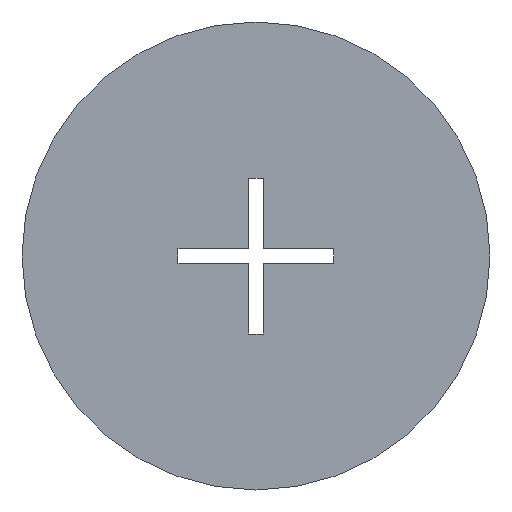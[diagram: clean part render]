
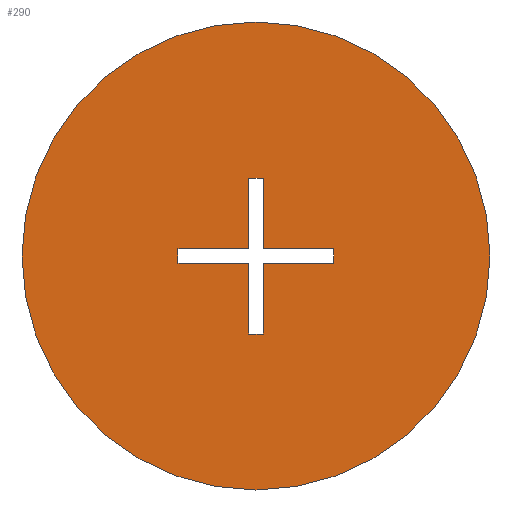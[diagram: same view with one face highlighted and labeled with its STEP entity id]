
A CAD part, front view. The second image highlights one B-rep face of the part: STEP entity #290.
In plain terms, the highlighted planar face has unit normal (0, -1, 0).
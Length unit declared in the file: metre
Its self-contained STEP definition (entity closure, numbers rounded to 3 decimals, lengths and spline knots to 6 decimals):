
#12=CIRCLE('',#317,0.3);
#65=ORIENTED_EDGE('',*,*,#125,.T.);
#66=ORIENTED_EDGE('',*,*,#93,.T.);
#67=ORIENTED_EDGE('',*,*,#97,.T.);
#68=ORIENTED_EDGE('',*,*,#100,.T.);
#69=ORIENTED_EDGE('',*,*,#103,.F.);
#70=ORIENTED_EDGE('',*,*,#106,.T.);
#71=ORIENTED_EDGE('',*,*,#109,.F.);
#72=ORIENTED_EDGE('',*,*,#112,.F.);
#73=ORIENTED_EDGE('',*,*,#115,.F.);
#74=ORIENTED_EDGE('',*,*,#118,.F.);
#75=ORIENTED_EDGE('',*,*,#121,.T.);
#76=ORIENTED_EDGE('',*,*,#124,.F.);
#77=ORIENTED_EDGE('',*,*,#128,.T.);
#93=EDGE_CURVE('',#132,#131,#157,.T.);
#97=EDGE_CURVE('',#131,#134,#161,.T.);
#100=EDGE_CURVE('',#134,#136,#164,.T.);
#103=EDGE_CURVE('',#138,#136,#167,.T.);
#106=EDGE_CURVE('',#138,#140,#170,.T.);
#109=EDGE_CURVE('',#142,#140,#173,.T.);
#112=EDGE_CURVE('',#144,#142,#176,.T.);
#115=EDGE_CURVE('',#146,#144,#179,.T.);
#118=EDGE_CURVE('',#148,#146,#182,.T.);
#121=EDGE_CURVE('',#148,#150,#185,.T.);
#124=EDGE_CURVE('',#152,#150,#188,.T.);
#125=EDGE_CURVE('',#153,#153,#12,.T.);
#128=EDGE_CURVE('',#152,#132,#190,.T.);
#131=VERTEX_POINT('',#400);
#132=VERTEX_POINT('',#402);
#134=VERTEX_POINT('',#408);
#136=VERTEX_POINT('',#414);
#138=VERTEX_POINT('',#420);
#140=VERTEX_POINT('',#426);
#142=VERTEX_POINT('',#432);
#144=VERTEX_POINT('',#438);
#146=VERTEX_POINT('',#444);
#148=VERTEX_POINT('',#450);
#150=VERTEX_POINT('',#456);
#152=VERTEX_POINT('',#462);
#153=VERTEX_POINT('',#466);
#157=LINE('',#401,#193);
#161=LINE('',#409,#197);
#164=LINE('',#415,#200);
#167=LINE('',#421,#203);
#170=LINE('',#427,#206);
#173=LINE('',#433,#209);
#176=LINE('',#439,#212);
#179=LINE('',#445,#215);
#182=LINE('',#451,#218);
#185=LINE('',#457,#221);
#188=LINE('',#463,#224);
#190=LINE('',#471,#226);
#193=VECTOR('',#328,1.);
#197=VECTOR('',#334,1.);
#200=VECTOR('',#339,1.);
#203=VECTOR('',#344,1.);
#206=VECTOR('',#349,1.);
#209=VECTOR('',#354,1.);
#212=VECTOR('',#359,1.);
#215=VECTOR('',#364,1.);
#218=VECTOR('',#369,1.);
#221=VECTOR('',#374,1.);
#224=VECTOR('',#379,1.);
#226=VECTOR('',#389,1.);
#241=EDGE_LOOP('',(#65));
#242=EDGE_LOOP('',(#66,#67,#68,#69,#70,#71,#72,#73,#74,#75,#76,#77));
#259=FACE_BOUND('',#241,.T.);
#260=FACE_BOUND('',#242,.T.);
#275=PLANE('',#320);
#290=ADVANCED_FACE('',(#259,#260),#275,.T.);
#317=AXIS2_PLACEMENT_3D('',#465,#382,#383);
#320=AXIS2_PLACEMENT_3D('',#472,#390,#391);
#328=DIRECTION('',(1.,0.,0.));
#334=DIRECTION('',(0.,0.,1.));
#339=DIRECTION('',(1.,0.,0.));
#344=DIRECTION('',(0.,0.,1.));
#349=DIRECTION('',(1.,0.,0.));
#354=DIRECTION('',(0.,0.,1.));
#359=DIRECTION('',(1.,0.,0.));
#364=DIRECTION('',(0.,0.,1.));
#369=DIRECTION('',(1.,0.,0.));
#374=DIRECTION('',(0.,0.,1.));
#379=DIRECTION('',(1.,0.,0.));
#382=DIRECTION('',(0.,-1.,0.));
#383=DIRECTION('',(0.,0.,-1.));
#389=DIRECTION('',(0.,0.,1.));
#390=DIRECTION('',(0.,-1.,0.));
#391=DIRECTION('',(1.,0.,0.));
#400=CARTESIAN_POINT('',(-0.841994,-0.0185,0.501098));
#401=CARTESIAN_POINT('',(-0.887369,-0.0185,0.501098));
#402=CARTESIAN_POINT('',(-0.932744,-0.0185,0.501098));
#408=CARTESIAN_POINT('',(-0.841994,-0.0185,0.591848));
#409=CARTESIAN_POINT('',(-0.841994,-0.0185,0.546473));
#414=CARTESIAN_POINT('',(-0.823494,-0.0185,0.591848));
#415=CARTESIAN_POINT('',(-0.832744,-0.0185,0.591848));
#420=CARTESIAN_POINT('',(-0.823494,-0.0185,0.501098));
#421=CARTESIAN_POINT('',(-0.823494,-0.0185,0.546473));
#426=CARTESIAN_POINT('',(-0.732744,-0.0185,0.501098));
#427=CARTESIAN_POINT('',(-0.778119,-0.0185,0.501098));
#432=CARTESIAN_POINT('',(-0.732744,-0.0185,0.482598));
#433=CARTESIAN_POINT('',(-0.732744,-0.0185,0.491848));
#438=CARTESIAN_POINT('',(-0.823494,-0.0185,0.482598));
#439=CARTESIAN_POINT('',(-0.778119,-0.0185,0.482598));
#444=CARTESIAN_POINT('',(-0.823494,-0.0185,0.391848));
#445=CARTESIAN_POINT('',(-0.823494,-0.0185,0.437223));
#450=CARTESIAN_POINT('',(-0.841994,-0.0185,0.391848));
#451=CARTESIAN_POINT('',(-0.832744,-0.0185,0.391848));
#456=CARTESIAN_POINT('',(-0.841994,-0.0185,0.482598));
#457=CARTESIAN_POINT('',(-0.841994,-0.0185,0.437223));
#462=CARTESIAN_POINT('',(-0.932744,-0.0185,0.482598));
#463=CARTESIAN_POINT('',(-0.887369,-0.0185,0.482598));
#465=CARTESIAN_POINT('',(-0.832744,-0.0185,0.491848));
#466=CARTESIAN_POINT('',(-0.832744,-0.0185,0.191848));
#471=CARTESIAN_POINT('',(-0.932744,-0.0185,0.491848));
#472=CARTESIAN_POINT('',(-0.449072,-0.0185,0.038189));
